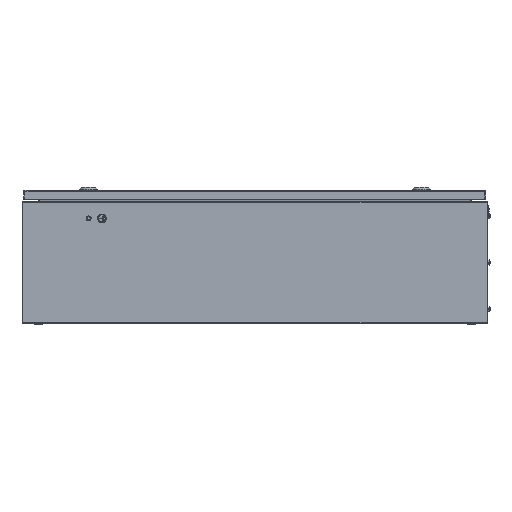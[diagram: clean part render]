
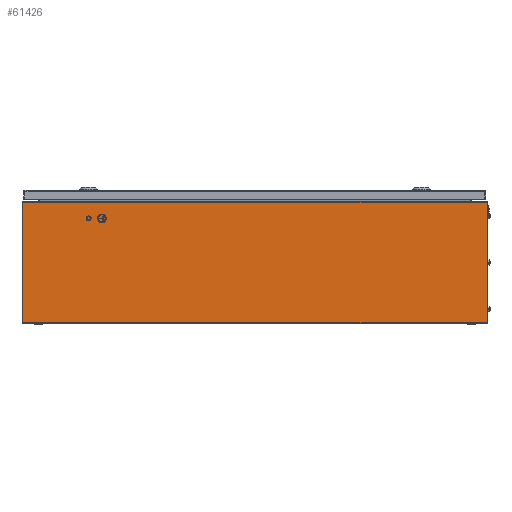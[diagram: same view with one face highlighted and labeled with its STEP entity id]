
A CAD part, left-side view. The second image highlights one B-rep face of the part: STEP entity #61426.
In plain terms, the highlighted planar face has unit normal (-1, 0, 0).
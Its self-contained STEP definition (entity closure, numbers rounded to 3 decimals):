
#560 = VERTEX_POINT ( 'NONE', #5672 ) ;
#1640 = DIRECTION ( 'NONE',  ( 0., -1., 0. ) ) ;
#4937 = VERTEX_POINT ( 'NONE', #65046 ) ;
#5672 = CARTESIAN_POINT ( 'NONE',  ( 0., 0., 0. ) ) ;
#7164 = CARTESIAN_POINT ( 'NONE',  ( 0., 0., 183. ) ) ;
#9115 = CARTESIAN_POINT ( 'NONE',  ( 0., 0., 183. ) ) ;
#10610 = DIRECTION ( 'NONE',  ( 0., 0., -1. ) ) ;
#12554 = LINE ( 'NONE', #72561, #64432 ) ;
#15228 = EDGE_CURVE ( 'NONE', #38838, #19584, #20163, .T. ) ;
#19584 = VERTEX_POINT ( 'NONE', #28270 ) ;
#20163 = LINE ( 'NONE', #7164, #49277 ) ;
#22061 = CARTESIAN_POINT ( 'NONE',  ( 0., 0., 183. ) ) ;
#23630 = CARTESIAN_POINT ( 'NONE',  ( 0., 700., 183. ) ) ;
#25181 = LINE ( 'NONE', #37753, #69000 ) ;
#25756 = DIRECTION ( 'NONE',  ( 0., 0., -1. ) ) ;
#28270 = CARTESIAN_POINT ( 'NONE',  ( 0., 0., 183. ) ) ;
#34234 = LINE ( 'NONE', #22061, #37458 ) ;
#37458 = VECTOR ( 'NONE', #10610, 1000. ) ;
#37753 = CARTESIAN_POINT ( 'NONE',  ( 0., 0., 0. ) ) ;
#38523 = DIRECTION ( 'NONE',  ( 0., -1., 0. ) ) ;
#38838 = VERTEX_POINT ( 'NONE', #23630 ) ;
#44162 = ORIENTED_EDGE ( 'NONE', *, *, #15228, .F. ) ;
#44246 = FACE_OUTER_BOUND ( 'NONE', #76426, .T. ) ;
#49199 = DIRECTION ( 'NONE',  ( 0., 0., -1. ) ) ;
#49277 = VECTOR ( 'NONE', #1640, 1000. ) ;
#52188 = ORIENTED_EDGE ( 'NONE', *, *, #72908, .T. ) ;
#54922 = EDGE_CURVE ( 'NONE', #4937, #560, #25181, .T. ) ;
#55682 = PLANE ( 'NONE',  #68395 ) ;
#55978 = EDGE_CURVE ( 'NONE', #19584, #560, #34234, .T. ) ;
#61426 = ADVANCED_FACE ( 'NONE', ( #44246 ), #55682, .F. ) ;
#63207 = ORIENTED_EDGE ( 'NONE', *, *, #54922, .T. ) ;
#63700 = ORIENTED_EDGE ( 'NONE', *, *, #55978, .F. ) ;
#64432 = VECTOR ( 'NONE', #49199, 1000. ) ;
#65046 = CARTESIAN_POINT ( 'NONE',  ( 0., 700., 0. ) ) ;
#68323 = DIRECTION ( 'NONE',  ( 1., 0., 0. ) ) ;
#68395 = AXIS2_PLACEMENT_3D ( 'NONE', #9115, #68323, #25756 ) ;
#69000 = VECTOR ( 'NONE', #38523, 1000. ) ;
#72561 = CARTESIAN_POINT ( 'NONE',  ( 0., 700., 183. ) ) ;
#72908 = EDGE_CURVE ( 'NONE', #38838, #4937, #12554, .T. ) ;
#76426 = EDGE_LOOP ( 'NONE', ( #63207, #63700, #44162, #52188 ) ) ;
